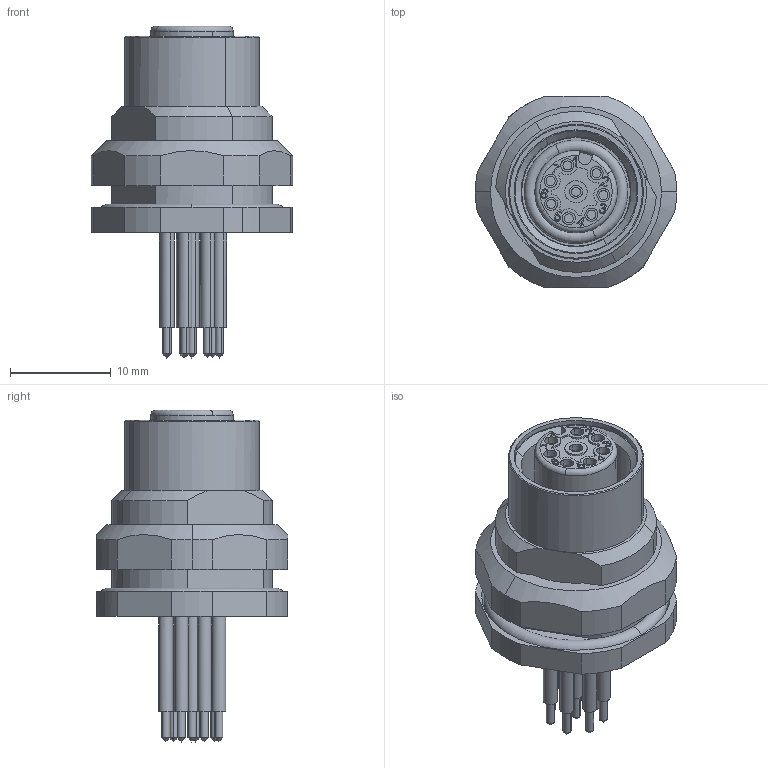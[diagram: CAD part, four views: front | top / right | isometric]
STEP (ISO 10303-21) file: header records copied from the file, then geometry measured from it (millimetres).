
FILE_DESCRIPTION(('CATIA V5 STEP Exchange','CAx-IF Rec.Pracs.--- Model Styling and Organization---1.4--- 2014-01-23'),'2;1');
FILE_NAME ('030227-2_0_2421600000_2421600000.stp','2021-01-05T05:37:31+00:00',('none'),('Weidmueller'),'CATIA Version 5-6 Release 2016 SP3 HF44','CATIA V5 STEP AP214','none');
FILE_SCHEMA(('AUTOMOTIVE_DESIGN { 1 0 10303 214 1 1 1 1 }'));
Length unit declared in the file: millimetre
Products named in the file (1): 2421600000
Bounding box: 20 x 19 x 33 mm (x, y, z)
Volume: 3824.1 mm3; surface area: 3440 mm2
Topology: 11 solids, 11 shells, 339 faces, 841 edges, 545 vertices
Faces by surface type: cylinder 122, plane 115, bspline 52, cone 34, torus 15, sphere 1
Entity records: 11327 total; most frequent: CARTESIAN_POINT 4114, ORIENTED_EDGE 1650, DIRECTION 1065, EDGE_CURVE 825, VERTEX_POINT 545, AXIS2_PLACEMENT_3D 477, EDGE_LOOP 382, ADVANCED_FACE 339
